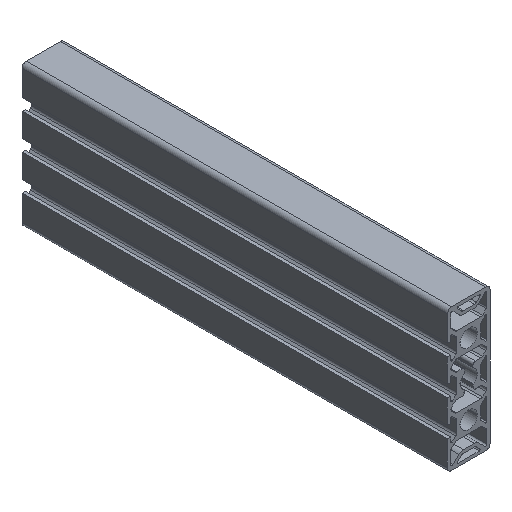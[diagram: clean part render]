
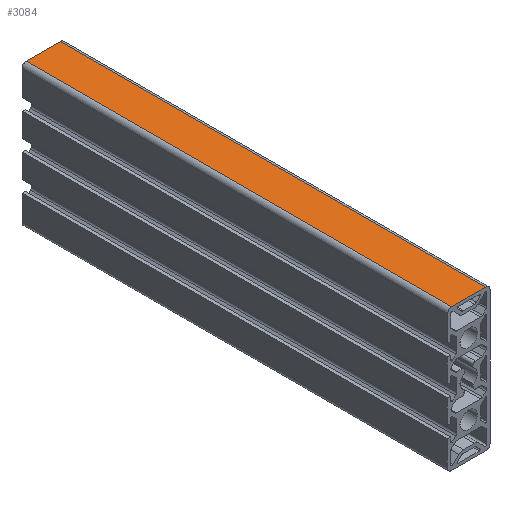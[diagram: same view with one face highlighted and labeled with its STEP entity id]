
A CAD part, isometric view. The second image highlights one B-rep face of the part: STEP entity #3084.
In plain terms, the highlighted face is planar.
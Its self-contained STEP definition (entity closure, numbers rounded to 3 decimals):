
#110 = DIRECTION ( 'NONE',  ( 0., 0., 1. ) ) ;
#246 = LINE ( 'NONE', #249, #1819 ) ;
#249 = CARTESIAN_POINT ( 'NONE',  ( -12., 50., -300. ) ) ;
#1076 = FACE_OUTER_BOUND ( 'NONE', #3738, .T. ) ;
#1080 = CARTESIAN_POINT ( 'NONE',  ( 12., 50., -300. ) ) ;
#1084 = PLANE ( 'NONE',  #1394 ) ;
#1085 = DIRECTION ( 'NONE',  ( 0., 1., 0. ) ) ;
#1086 = DIRECTION ( 'NONE',  ( 0., 0., 1. ) ) ;
#1394 = AXIS2_PLACEMENT_3D ( 'NONE', #1080, #1085, #1086 ) ;
#1604 = VECTOR ( 'NONE', #5545, 1000. ) ;
#1733 = VECTOR ( 'NONE', #4188, 1000. ) ;
#1753 = VECTOR ( 'NONE', #4254, 1000. ) ;
#1819 = VECTOR ( 'NONE', #110, 1000. ) ;
#2246 = ORIENTED_EDGE ( 'NONE', *, *, #2669, .F. ) ;
#2260 = ORIENTED_EDGE ( 'NONE', *, *, #2584, .F. ) ;
#2264 = ORIENTED_EDGE ( 'NONE', *, *, #2715, .T. ) ;
#2265 = ORIENTED_EDGE ( 'NONE', *, *, #2694, .T. ) ;
#2584 = EDGE_CURVE ( 'NONE', #3764, #3748, #5538, .T. ) ;
#2669 = EDGE_CURVE ( 'NONE', #3748, #4330, #4178, .T. ) ;
#2694 = EDGE_CURVE ( 'NONE', #3764, #4337, #4257, .T. ) ;
#2715 = EDGE_CURVE ( 'NONE', #4337, #4330, #246, .T. ) ;
#3084 = ADVANCED_FACE ( 'NONE', ( #1076 ), #1084, .T. ) ;
#3454 = CARTESIAN_POINT ( 'NONE',  ( 12., 50., -300. ) ) ;
#3462 = CARTESIAN_POINT ( 'NONE',  ( 12., 50., 0. ) ) ;
#3738 = EDGE_LOOP ( 'NONE', ( #2246, #2260, #2265, #2264 ) ) ;
#3748 = VERTEX_POINT ( 'NONE', #3462 ) ;
#3764 = VERTEX_POINT ( 'NONE', #3454 ) ;
#3986 = CARTESIAN_POINT ( 'NONE',  ( -12., 50., 0. ) ) ;
#3995 = CARTESIAN_POINT ( 'NONE',  ( -12., 50., -300. ) ) ;
#4178 = LINE ( 'NONE', #4184, #1733 ) ;
#4184 = CARTESIAN_POINT ( 'NONE',  ( 12., 50., 0. ) ) ;
#4188 = DIRECTION ( 'NONE',  ( -1., 0., 0. ) ) ;
#4254 = DIRECTION ( 'NONE',  ( -1., 0., 0. ) ) ;
#4257 = LINE ( 'NONE', #4259, #1753 ) ;
#4259 = CARTESIAN_POINT ( 'NONE',  ( 12., 50., -300. ) ) ;
#4330 = VERTEX_POINT ( 'NONE', #3986 ) ;
#4337 = VERTEX_POINT ( 'NONE', #3995 ) ;
#5538 = LINE ( 'NONE', #5553, #1604 ) ;
#5545 = DIRECTION ( 'NONE',  ( 0., 0., 1. ) ) ;
#5553 = CARTESIAN_POINT ( 'NONE',  ( 12., 50., -300. ) ) ;
